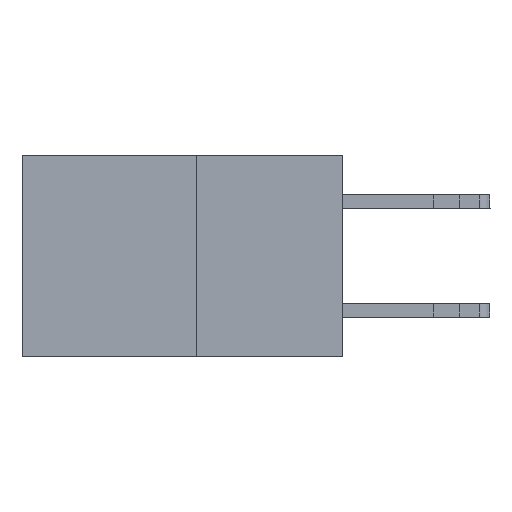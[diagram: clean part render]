
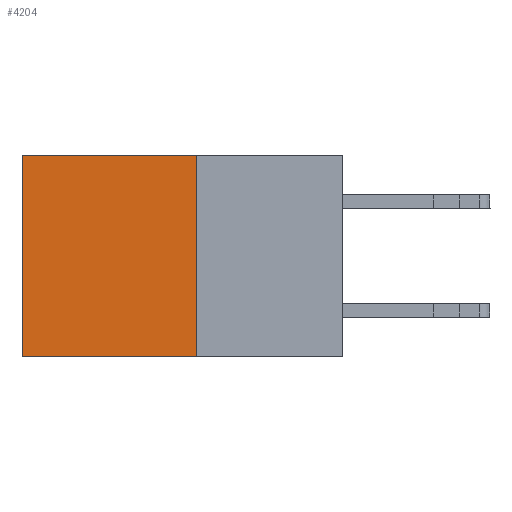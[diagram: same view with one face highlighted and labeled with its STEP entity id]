
A CAD part, left-side view. The second image highlights one B-rep face of the part: STEP entity #4204.
In plain terms, the highlighted planar face has unit normal (-1, 0, 0).
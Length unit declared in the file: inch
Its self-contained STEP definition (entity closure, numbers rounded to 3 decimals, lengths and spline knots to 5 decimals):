
#1154 = LINE ( 'NONE', #18822, #4742 ) ;
#1435 = EDGE_CURVE ( 'NONE', #7299, #8066, #6294, .T. ) ;
#1859 = LINE ( 'NONE', #13945, #17175 ) ;
#1955 = PLANE ( 'NONE',  #17108 ) ;
#3179 = DIRECTION ( 'NONE',  ( 0., 1., 0. ) ) ;
#4178 = ORIENTED_EDGE ( 'NONE', *, *, #12597, .F. ) ;
#4204 = ADVANCED_FACE ( 'NONE', ( #10786 ), #1955, .F. ) ;
#4742 = VECTOR ( 'NONE', #18765, 39.37008 ) ;
#5001 = CARTESIAN_POINT ( 'NONE',  ( 0.277, 0.59, 0. ) ) ;
#6222 = EDGE_LOOP ( 'NONE', ( #14719, #7313, #4178, #9222 ) ) ;
#6294 = LINE ( 'NONE', #17718, #17524 ) ;
#7299 = VERTEX_POINT ( 'NONE', #14622 ) ;
#7313 = ORIENTED_EDGE ( 'NONE', *, *, #15274, .F. ) ;
#7396 = CARTESIAN_POINT ( 'NONE',  ( 0.277, 0.27, -0.37 ) ) ;
#7534 = LINE ( 'NONE', #12319, #15361 ) ;
#7649 = VERTEX_POINT ( 'NONE', #7396 ) ;
#8066 = VERTEX_POINT ( 'NONE', #5001 ) ;
#9069 = CARTESIAN_POINT ( 'NONE',  ( 0.277, 0.59, -0.37 ) ) ;
#9222 = ORIENTED_EDGE ( 'NONE', *, *, #1435, .T. ) ;
#9363 = DIRECTION ( 'NONE',  ( 0., 0., -1. ) ) ;
#9657 = DIRECTION ( 'NONE',  ( 1., 0., 0. ) ) ;
#10786 = FACE_OUTER_BOUND ( 'NONE', #6222, .T. ) ;
#10956 = VERTEX_POINT ( 'NONE', #9069 ) ;
#12319 = CARTESIAN_POINT ( 'NONE',  ( 0.277, 0.27, -0.37 ) ) ;
#12597 = EDGE_CURVE ( 'NONE', #7299, #7649, #1154, .T. ) ;
#13945 = CARTESIAN_POINT ( 'NONE',  ( 0.277, 0.59, -0.37 ) ) ;
#14622 = CARTESIAN_POINT ( 'NONE',  ( 0.277, 0.27, 0. ) ) ;
#14719 = ORIENTED_EDGE ( 'NONE', *, *, #16672, .T. ) ;
#15274 = EDGE_CURVE ( 'NONE', #7649, #10956, #7534, .T. ) ;
#15361 = VECTOR ( 'NONE', #3179, 39.37008 ) ;
#16672 = EDGE_CURVE ( 'NONE', #8066, #10956, #1859, .T. ) ;
#17108 = AXIS2_PLACEMENT_3D ( 'NONE', #17602, #9657, #9363 ) ;
#17175 = VECTOR ( 'NONE', #18184, 39.37008 ) ;
#17524 = VECTOR ( 'NONE', #17766, 39.37008 ) ;
#17602 = CARTESIAN_POINT ( 'NONE',  ( 0.277, 0.27, -0.37 ) ) ;
#17718 = CARTESIAN_POINT ( 'NONE',  ( 0.277, 0.27, 0. ) ) ;
#17766 = DIRECTION ( 'NONE',  ( 0., 1., 0. ) ) ;
#18184 = DIRECTION ( 'NONE',  ( 0., 0., -1. ) ) ;
#18765 = DIRECTION ( 'NONE',  ( 0., 0., -1. ) ) ;
#18822 = CARTESIAN_POINT ( 'NONE',  ( 0.277, 0.27, -0.37 ) ) ;
